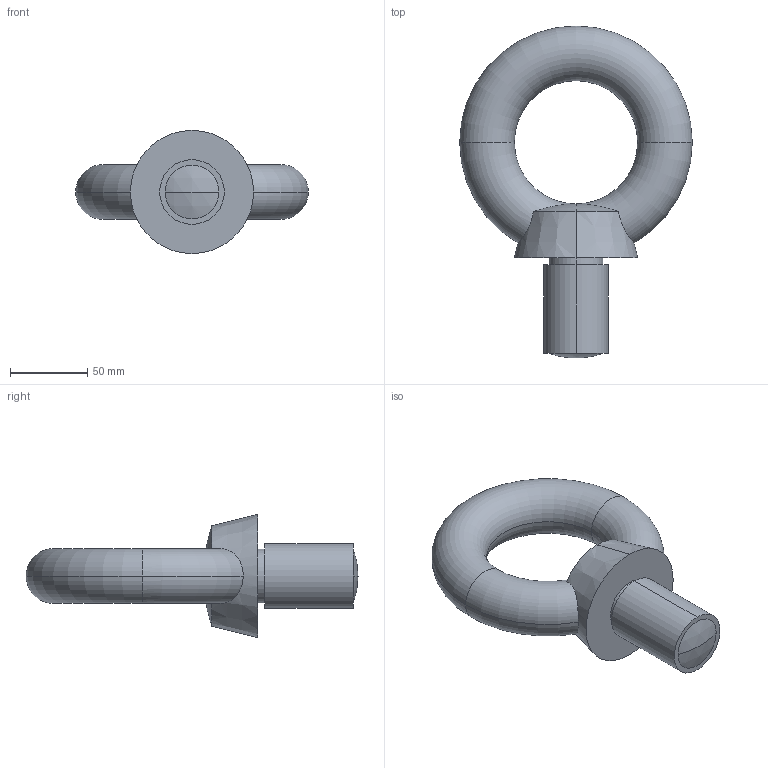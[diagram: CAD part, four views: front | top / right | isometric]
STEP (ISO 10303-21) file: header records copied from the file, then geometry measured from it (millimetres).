
FILE_DESCRIPTION (( 'STEP AP203' ), '1' );
FILE_NAME ('B-130-42.STEP', '2009-10-02T06:53:45', ( ' ' ), ( ' ' ), 'SwSTEP 2.0', 'SolidWorks 2007', '' );
FILE_SCHEMA (( 'CONFIG_CONTROL_DESIGN' ));
Length unit declared in the file: millimetre
Products named in the file (1): B-130-42
Bounding box: 151 x 215.5 x 80 mm (x, y, z)
Volume: 516879.3 mm3; surface area: 56369.9 mm2
Topology: 1 solids, 1 shells, 19 faces, 46 edges, 28 vertices
Faces by surface type: torus 8, cylinder 4, plane 3, sphere 2, cone 2
Entity records: 853 total; most frequent: CARTESIAN_POINT 324, DIRECTION 106, ORIENTED_EDGE 88, AXIS2_PLACEMENT_3D 50, EDGE_CURVE 44, CIRCLE 30, VERTEX_POINT 28, EDGE_LOOP 22
